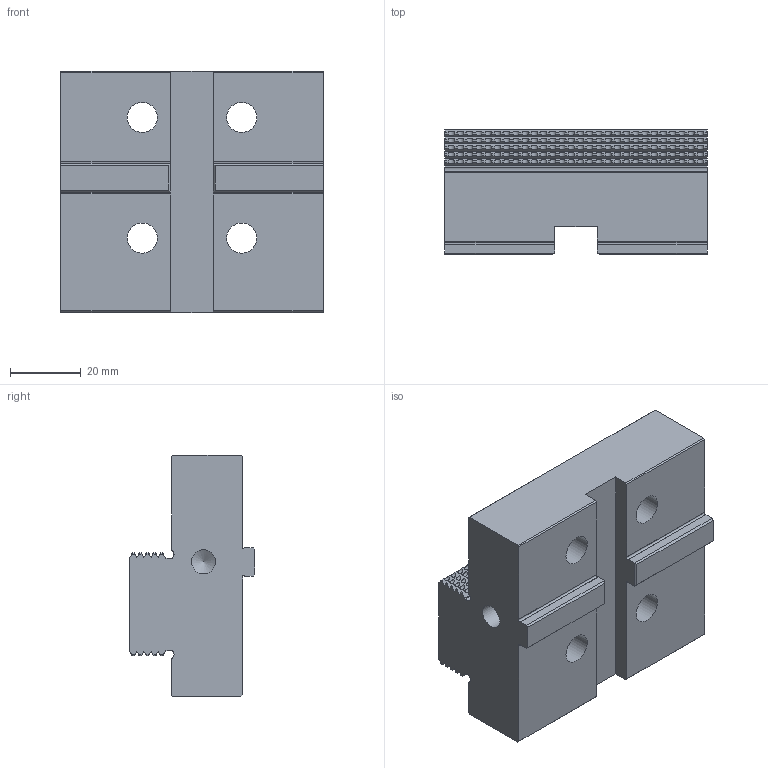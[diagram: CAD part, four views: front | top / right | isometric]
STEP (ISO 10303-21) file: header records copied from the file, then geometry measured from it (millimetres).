
FILE_DESCRIPTION(/* description */ (''),/* implementation_level */ '2;1');
FILE_NAME(/* name */ 'ML-MZS 90.stp',/* time_stamp */ '2019-11-14T14:28:46+01:00',/* author */ ('e.orio2'),/* organization */ (''),/* preprocessor_version */ 'ST-DEVELOPER v17',/* originating_system */ 'Autodesk Inventor 2019',/* authorisation */ '');
FILE_SCHEMA (('AUTOMOTIVE_DESIGN { 1 0 10303 214 3 1 1 }'));
Length unit declared in the file: millimetre
Products named in the file (1): ML-MZS 90
Bounding box: 74 x 35.5 x 68 mm (x, y, z)
Volume: 109898.5 mm3; surface area: 24412.8 mm2
Topology: 1 solids, 1 shells, 668 faces, 2000 edges, 1338 vertices
Faces by surface type: plane 350, cylinder 316, cone 2
Full cylindrical faces by diameter (mm): 6.8 x2, 8.5 x4, 14 x4
Entity records: 22733 total; most frequent: CARTESIAN_POINT 4005, ORIENTED_EDGE 3996, DIRECTION 3988, EDGE_CURVE 1998, LINE 1346, VECTOR 1346, VERTEX_POINT 1338, AXIS2_PLACEMENT_3D 1321
